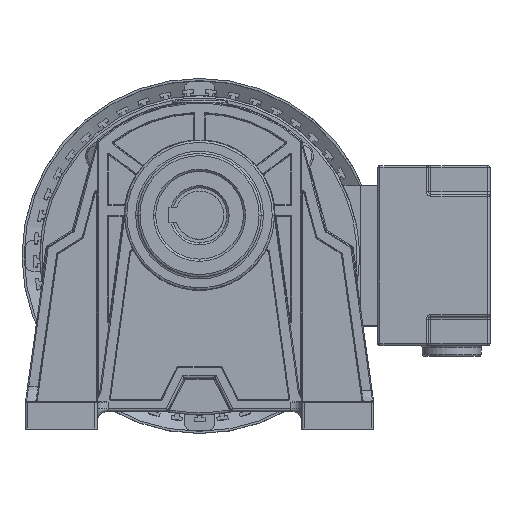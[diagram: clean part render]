
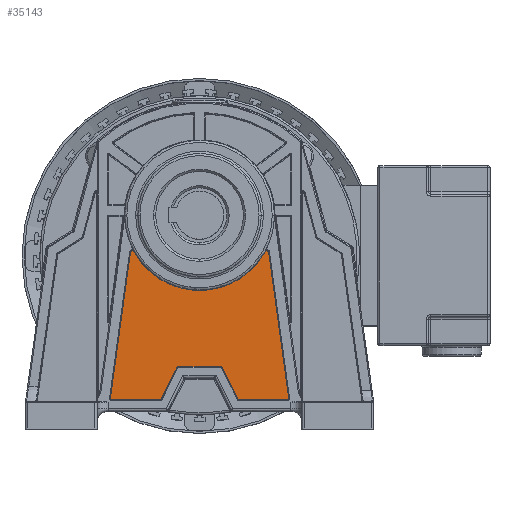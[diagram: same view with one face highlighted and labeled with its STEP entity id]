
A CAD part, top view. The second image highlights one B-rep face of the part: STEP entity #35143.
In plain terms, the highlighted planar face has unit normal (0, 0, 1).
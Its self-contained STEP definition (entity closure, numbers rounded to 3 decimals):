
#10709=CARTESIAN_POINT('',(-31.538,-16.97,7.236));
#10710=CARTESIAN_POINT('',(-31.522,-16.852,7.236));
#10711=CARTESIAN_POINT('',(-31.447,-16.646,
7.236));
#10712=CARTESIAN_POINT('',(-31.206,-16.395,
7.236));
#10713=CARTESIAN_POINT('',(-30.896,-16.271,
7.236));
#10714=CARTESIAN_POINT('',(-30.568,-16.272,
7.236));
#10715=CARTESIAN_POINT('',(-30.24,-16.427,
7.236));
#10716=CARTESIAN_POINT('',(-30.101,-16.59,
7.236));
#10717=CARTESIAN_POINT('',(-30.046,-16.69,
7.236));
#10763=CARTESIAN_POINT('',(31.538,-16.97,
7.236));
#10792=DIRECTION('',(-1.,0.,0.));
#10793=VECTOR('',#10792,21.621);
#10794=CARTESIAN_POINT('',(39.827,-84.22,7.236));
#10795=LINE('',#10794,#10793);
#10862=DIRECTION('',(-1.,0.,0.));
#10863=VECTOR('',#10862,21.621);
#10864=CARTESIAN_POINT('',(-18.206,-84.22,7.236));
#10865=LINE('',#10864,#10863);
#10893=CARTESIAN_POINT('',(0.,0.,7.236));
#10894=DIRECTION('',(0.,0.,-1.));
#10895=DIRECTION('',(0.874,-0.486,0.));
#10896=AXIS2_PLACEMENT_3D('',#10893,#10894,#10895);
#10898=CARTESIAN_POINT('',(30.745,-17.078,
7.236));
#10899=DIRECTION('',(0.,0.,1.));
#10900=DIRECTION('',(0.991,0.134,0.));
#10901=AXIS2_PLACEMENT_3D('',#10898,#10899,#10900);
#10903=DIRECTION('',(-0.136,0.991,0.));
#10904=VECTOR('',#10903,66.96);
#10905=CARTESIAN_POINT('',(40.619,-83.312,7.236));
#10906=LINE('',#10905,#10904);
#10907=CARTESIAN_POINT('',(39.827,-83.42,7.236));
#10908=DIRECTION('',(0.,0.,1.));
#10909=DIRECTION('',(0.,-1.,0.));
#10910=AXIS2_PLACEMENT_3D('',#10907,#10908,#10909);
#10912=CARTESIAN_POINT('',(18.206,-83.42,7.236));
#10913=DIRECTION('',(0.,0.,1.));
#10914=DIRECTION('',(-0.894,-0.447,0.));
#10915=AXIS2_PLACEMENT_3D('',#10912,#10913,#10914);
#10917=DIRECTION('',(0.447,-0.894,0.));
#10918=VECTOR('',#10917,15.618);
#10919=CARTESIAN_POINT('',(10.505,-69.808,7.236));
#10920=LINE('',#10919,#10918);
#10921=CARTESIAN_POINT('',(9.432,-70.345,7.236));
#10922=DIRECTION('',(0.,0.,-1.));
#10923=DIRECTION('',(0.,1.,0.));
#10924=AXIS2_PLACEMENT_3D('',#10921,#10922,#10923);
#10926=CARTESIAN_POINT('',(-9.432,-70.345,7.236));
#10927=DIRECTION('',(0.,0.,-1.));
#10928=DIRECTION('',(-0.894,0.447,0.));
#10929=AXIS2_PLACEMENT_3D('',#10926,#10927,#10928);
#10931=DIRECTION('',(0.447,0.894,0.));
#10932=VECTOR('',#10931,15.618);
#10933=CARTESIAN_POINT('',(-17.49,-83.778,7.236));
#10934=LINE('',#10933,#10932);
#10935=CARTESIAN_POINT('',(-18.206,-83.42,7.236));
#10936=DIRECTION('',(0.,0.,1.));
#10937=DIRECTION('',(0.,-1.,0.));
#10938=AXIS2_PLACEMENT_3D('',#10935,#10936,#10937);
#10940=CARTESIAN_POINT('',(-39.827,-83.42,7.236));
#10941=DIRECTION('',(0.,0.,1.));
#10942=DIRECTION('',(-0.991,0.136,0.));
#10943=AXIS2_PLACEMENT_3D('',#10940,#10941,#10942);
#10945=DIRECTION('',(-0.136,-0.991,0.));
#10946=VECTOR('',#10945,66.961);
#10947=CARTESIAN_POINT('',(-31.538,-16.97,7.236));
#10948=LINE('',#10947,#10946);
#10972=DIRECTION('',(-1.,0.,0.));
#10973=VECTOR('',#10972,18.864);
#10974=CARTESIAN_POINT('',(9.432,-69.145,7.236));
#10975=LINE('',#10974,#10973);
#19020=CARTESIAN_POINT('',(-31.538,-16.97,7.236));
#19021=CARTESIAN_POINT('',(-40.619,-83.312,7.236));
#19022=VERTEX_POINT('',#19020);
#19023=VERTEX_POINT('',#19021);
#19388=VERTEX_POINT('',#10717);
#19684=CARTESIAN_POINT('',(30.046,-16.69,
7.236));
#19686=VERTEX_POINT('',#19684);
#19772=CARTESIAN_POINT('',(17.49,-83.778,7.236));
#19773=CARTESIAN_POINT('',(18.206,-84.22,7.236));
#19774=VERTEX_POINT('',#19772);
#19775=VERTEX_POINT('',#19773);
#20087=CARTESIAN_POINT('',(39.827,-84.22,7.236));
#20088=CARTESIAN_POINT('',(40.619,-83.312,7.236));
#20089=VERTEX_POINT('',#20087);
#20090=VERTEX_POINT('',#20088);
#20253=CARTESIAN_POINT('',(-18.206,-84.22,7.236));
#20254=CARTESIAN_POINT('',(-17.49,-83.778,7.236));
#20255=VERTEX_POINT('',#20253);
#20256=VERTEX_POINT('',#20254);
#20368=CARTESIAN_POINT('',(-39.827,-84.22,7.236));
#20369=VERTEX_POINT('',#20368);
#20392=CARTESIAN_POINT('',(-10.505,-69.808,7.236));
#20393=VERTEX_POINT('',#20392);
#20769=VERTEX_POINT('',#10763);
#21047=CARTESIAN_POINT('',(9.432,-69.145,7.236));
#21048=CARTESIAN_POINT('',(10.505,-69.808,7.236));
#21049=VERTEX_POINT('',#21047);
#21050=VERTEX_POINT('',#21048);
#21464=CARTESIAN_POINT('',(-9.432,-69.145,7.236));
#21465=VERTEX_POINT('',#21464);
#35115=CARTESIAN_POINT('',(0.,0.,7.236));
#35116=DIRECTION('',(0.,0.,1.));
#35117=DIRECTION('',(1.,0.,0.));
#35118=AXIS2_PLACEMENT_3D('',#35115,#35116,#35117);
#35119=PLANE('',#35118);
#35120=ORIENTED_EDGE('',*,*,#34773,.T.);
#35121=ORIENTED_EDGE('',*,*,#34788,.F.);
#35122=ORIENTED_EDGE('',*,*,#34803,.F.);
#35123=ORIENTED_EDGE('',*,*,#34844,.F.);
#35124=ORIENTED_EDGE('',*,*,#34859,.F.);
#35125=ORIENTED_EDGE('',*,*,#34900,.T.);
#35126=ORIENTED_EDGE('',*,*,#34915,.F.);
#35128=ORIENTED_EDGE('',*,*,#35127,.F.);
#35130=ORIENTED_EDGE('',*,*,#35129,.F.);
#35132=ORIENTED_EDGE('',*,*,#35131,.T.);
#35134=ORIENTED_EDGE('',*,*,#35133,.F.);
#35136=ORIENTED_EDGE('',*,*,#35135,.F.);
#35137=ORIENTED_EDGE('',*,*,#35026,.F.);
#35138=ORIENTED_EDGE('',*,*,#35042,.T.);
#35139=ORIENTED_EDGE('',*,*,#35083,.F.);
#35140=ORIENTED_EDGE('',*,*,#35097,.F.);
#35141=EDGE_LOOP('',(#35120,#35121,#35122,#35123,#35124,#35125,#35126,#35128,
#35130,#35132,#35134,#35136,#35137,#35138,#35139,#35140));
#35142=FACE_OUTER_BOUND('',#35141,.F.);
#35143=ADVANCED_FACE('',(#35142),#35119,.T.);
#10718=B_SPLINE_CURVE_WITH_KNOTS('',3,(#10709,#10710,#10711,#10712,#10713,
#10714,#10715,#10716,#10717),.UNSPECIFIED.,.F.,.F.,(4,1,1,1,1,1,4),(0.,
0.167,0.333,0.5,0.667,0.833,
1.),.UNSPECIFIED.);
#10897=CIRCLE('',#10896,34.37);
#10902=CIRCLE('',#10901,0.8);
#10911=CIRCLE('',#10910,0.8);
#10916=CIRCLE('',#10915,0.8);
#10925=CIRCLE('',#10924,1.2);
#10930=CIRCLE('',#10929,1.2);
#10939=CIRCLE('',#10938,0.8);
#10944=CIRCLE('',#10943,0.8);
#34773=EDGE_CURVE('',#19022,#19388,#10718,.T.);
#34788=EDGE_CURVE('',#19686,#19388,#10897,.T.);
#34803=EDGE_CURVE('',#20769,#19686,#10902,.T.);
#34844=EDGE_CURVE('',#20090,#20769,#10906,.T.);
#34859=EDGE_CURVE('',#20089,#20090,#10911,.T.);
#34900=EDGE_CURVE('',#20089,#19775,#10795,.T.);
#34915=EDGE_CURVE('',#19774,#19775,#10916,.T.);
#35026=EDGE_CURVE('',#20255,#20256,#10939,.T.);
#35042=EDGE_CURVE('',#20255,#20369,#10865,.T.);
#35083=EDGE_CURVE('',#19023,#20369,#10944,.T.);
#35097=EDGE_CURVE('',#19022,#19023,#10948,.T.);
#35127=EDGE_CURVE('',#21050,#19774,#10920,.T.);
#35129=EDGE_CURVE('',#21049,#21050,#10925,.T.);
#35131=EDGE_CURVE('',#21049,#21465,#10975,.T.);
#35133=EDGE_CURVE('',#20393,#21465,#10930,.T.);
#35135=EDGE_CURVE('',#20256,#20393,#10934,.T.);
